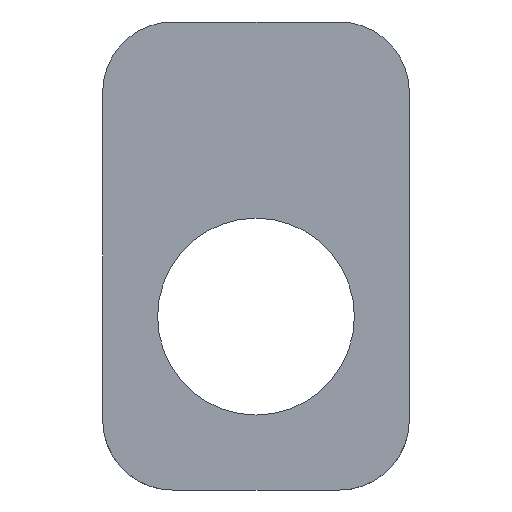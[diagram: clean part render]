
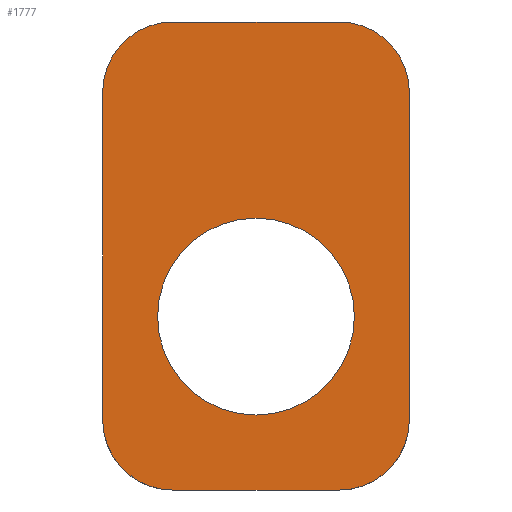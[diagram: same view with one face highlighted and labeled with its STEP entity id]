
A CAD part, front view. The second image highlights one B-rep face of the part: STEP entity #1777.
In plain terms, the highlighted planar face has unit normal (0, -1, 0).
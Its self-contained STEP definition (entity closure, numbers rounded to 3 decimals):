
#13 = DIRECTION ( 'NONE',  ( 0., 0., 1. ) ) ;
#51 = DIRECTION ( 'NONE',  ( 0., 1., 0. ) ) ;
#61 = DIRECTION ( 'NONE',  ( 0., 0., -1. ) ) ;
#73 = CIRCLE ( 'NONE', #2376, 16. ) ;
#76 = AXIS2_PLACEMENT_3D ( 'NONE', #2613, #1450, #1479 ) ;
#100 = EDGE_LOOP ( 'NONE', ( #712, #692, #2956, #1603, #957, #2813, #121, #2982 ) ) ;
#105 = ORIENTED_EDGE ( 'NONE', *, *, #1102, .T. ) ;
#111 = DIRECTION ( 'NONE',  ( 0., 0., 1. ) ) ;
#118 = CARTESIAN_POINT ( 'NONE',  ( -3., 0., -75. ) ) ;
#121 = ORIENTED_EDGE ( 'NONE', *, *, #786, .F. ) ;
#222 = CARTESIAN_POINT ( 'NONE',  ( 13., 0., -75. ) ) ;
#228 = CARTESIAN_POINT ( 'NONE',  ( 0., 0., -91. ) ) ;
#241 = AXIS2_PLACEMENT_3D ( 'NONE', #2160, #51, #61 ) ;
#263 = EDGE_CURVE ( 'NONE', #1180, #2292, #1346, .T. ) ;
#280 = LINE ( 'NONE', #529, #2422 ) ;
#353 = EDGE_LOOP ( 'NONE', ( #667, #105 ) ) ;
#382 = CIRCLE ( 'NONE', #241, 16. ) ;
#529 = CARTESIAN_POINT ( 'NONE',  ( 0., 0., 16. ) ) ;
#568 = CIRCLE ( 'NONE', #809, 22.5 ) ;
#661 = EDGE_CURVE ( 'NONE', #754, #1324, #2278, .T. ) ;
#667 = ORIENTED_EDGE ( 'NONE', *, *, #2156, .T. ) ;
#692 = ORIENTED_EDGE ( 'NONE', *, *, #263, .T. ) ;
#712 = ORIENTED_EDGE ( 'NONE', *, *, #2920, .F. ) ;
#720 = FACE_OUTER_BOUND ( 'NONE', #100, .T. ) ;
#754 = VERTEX_POINT ( 'NONE', #1341 ) ;
#772 = CARTESIAN_POINT ( 'NONE',  ( 13., 0., -91. ) ) ;
#786 = EDGE_CURVE ( 'NONE', #1192, #1117, #73, .T. ) ;
#809 = AXIS2_PLACEMENT_3D ( 'NONE', #2420, #2219, #1290 ) ;
#822 = DIRECTION ( 'NONE',  ( 0., 0., -1. ) ) ;
#956 = AXIS2_PLACEMENT_3D ( 'NONE', #1757, #2924, #822 ) ;
#957 = ORIENTED_EDGE ( 'NONE', *, *, #661, .F. ) ;
#1022 = CARTESIAN_POINT ( 'NONE',  ( 32.05, 0., -73.855 ) ) ;
#1028 = EDGE_CURVE ( 'NONE', #1585, #1324, #280, .T. ) ;
#1094 = DIRECTION ( 'NONE',  ( 0., 0., -1. ) ) ;
#1100 = VECTOR ( 'NONE', #13, 1000. ) ;
#1102 = EDGE_CURVE ( 'NONE', #2484, #2645, #568, .T. ) ;
#1117 = VERTEX_POINT ( 'NONE', #118 ) ;
#1130 = VERTEX_POINT ( 'NONE', #2180 ) ;
#1180 = VERTEX_POINT ( 'NONE', #2936 ) ;
#1192 = VERTEX_POINT ( 'NONE', #772 ) ;
#1261 = CIRCLE ( 'NONE', #2928, 22.5 ) ;
#1275 = EDGE_CURVE ( 'NONE', #1585, #2292, #2828, .T. ) ;
#1290 = DIRECTION ( 'NONE',  ( 0., 0., -1. ) ) ;
#1324 = VERTEX_POINT ( 'NONE', #3015 ) ;
#1341 = CARTESIAN_POINT ( 'NONE',  ( -3., 0., 0. ) ) ;
#1346 = LINE ( 'NONE', #2749, #1100 ) ;
#1450 = DIRECTION ( 'NONE',  ( 0., -1., 0. ) ) ;
#1479 = DIRECTION ( 'NONE',  ( 0., 0., -1. ) ) ;
#1501 = LINE ( 'NONE', #1729, #1901 ) ;
#1585 = VERTEX_POINT ( 'NONE', #2479 ) ;
#1603 = ORIENTED_EDGE ( 'NONE', *, *, #1028, .T. ) ;
#1729 = CARTESIAN_POINT ( 'NONE',  ( -3., 0., 0. ) ) ;
#1757 = CARTESIAN_POINT ( 'NONE',  ( 13., 0., 0. ) ) ;
#1777 = ADVANCED_FACE ( 'NONE', ( #720, #2849 ), #2646, .T. ) ;
#1880 = DIRECTION ( 'NONE',  ( -1., 0., 0. ) ) ;
#1901 = VECTOR ( 'NONE', #111, 1000. ) ;
#1944 = CARTESIAN_POINT ( 'NONE',  ( 32.05, 0., -28.855 ) ) ;
#1950 = VECTOR ( 'NONE', #2529, 1000. ) ;
#2029 = CARTESIAN_POINT ( 'NONE',  ( 51.1, 0., 0. ) ) ;
#2043 = CARTESIAN_POINT ( 'NONE',  ( 32.05, 0., -51.355 ) ) ;
#2046 = DIRECTION ( 'NONE',  ( 0., 0., -1. ) ) ;
#2109 = CARTESIAN_POINT ( 'NONE',  ( 67.1, 0., 0. ) ) ;
#2156 = EDGE_CURVE ( 'NONE', #2645, #2484, #1261, .T. ) ;
#2160 = CARTESIAN_POINT ( 'NONE',  ( 51.1, 0., -75. ) ) ;
#2180 = CARTESIAN_POINT ( 'NONE',  ( 51.1, 0., -91. ) ) ;
#2219 = DIRECTION ( 'NONE',  ( 0., 1., 0. ) ) ;
#2278 = CIRCLE ( 'NONE', #956, 16. ) ;
#2292 = VERTEX_POINT ( 'NONE', #2109 ) ;
#2304 = DIRECTION ( 'NONE',  ( 0., 1., 0. ) ) ;
#2376 = AXIS2_PLACEMENT_3D ( 'NONE', #222, #3042, #1094 ) ;
#2420 = CARTESIAN_POINT ( 'NONE',  ( 32.05, 0., -51.355 ) ) ;
#2422 = VECTOR ( 'NONE', #1880, 1000. ) ;
#2479 = CARTESIAN_POINT ( 'NONE',  ( 51.1, 0., 16. ) ) ;
#2484 = VERTEX_POINT ( 'NONE', #1944 ) ;
#2512 = EDGE_CURVE ( 'NONE', #1117, #754, #1501, .T. ) ;
#2529 = DIRECTION ( 'NONE',  ( -1., 0., 0. ) ) ;
#2613 = CARTESIAN_POINT ( 'NONE',  ( 51.1, 0., -86.5 ) ) ;
#2645 = VERTEX_POINT ( 'NONE', #1022 ) ;
#2646 = PLANE ( 'NONE',  #76 ) ;
#2697 = EDGE_CURVE ( 'NONE', #1130, #1192, #2748, .T. ) ;
#2703 = DIRECTION ( 'NONE',  ( 0., 0., -1. ) ) ;
#2716 = DIRECTION ( 'NONE',  ( 0., 1., 0. ) ) ;
#2748 = LINE ( 'NONE', #228, #1950 ) ;
#2749 = CARTESIAN_POINT ( 'NONE',  ( 67.1, 0., 0. ) ) ;
#2813 = ORIENTED_EDGE ( 'NONE', *, *, #2512, .F. ) ;
#2828 = CIRCLE ( 'NONE', #2976, 16. ) ;
#2849 = FACE_BOUND ( 'NONE', #353, .T. ) ;
#2920 = EDGE_CURVE ( 'NONE', #1180, #1130, #382, .T. ) ;
#2924 = DIRECTION ( 'NONE',  ( 0., 1., 0. ) ) ;
#2928 = AXIS2_PLACEMENT_3D ( 'NONE', #2043, #2716, #2703 ) ;
#2936 = CARTESIAN_POINT ( 'NONE',  ( 67.1, 0., -75. ) ) ;
#2956 = ORIENTED_EDGE ( 'NONE', *, *, #1275, .F. ) ;
#2976 = AXIS2_PLACEMENT_3D ( 'NONE', #2029, #2304, #2046 ) ;
#2982 = ORIENTED_EDGE ( 'NONE', *, *, #2697, .F. ) ;
#3015 = CARTESIAN_POINT ( 'NONE',  ( 13., 0., 16. ) ) ;
#3042 = DIRECTION ( 'NONE',  ( 0., 1., 0. ) ) ;
